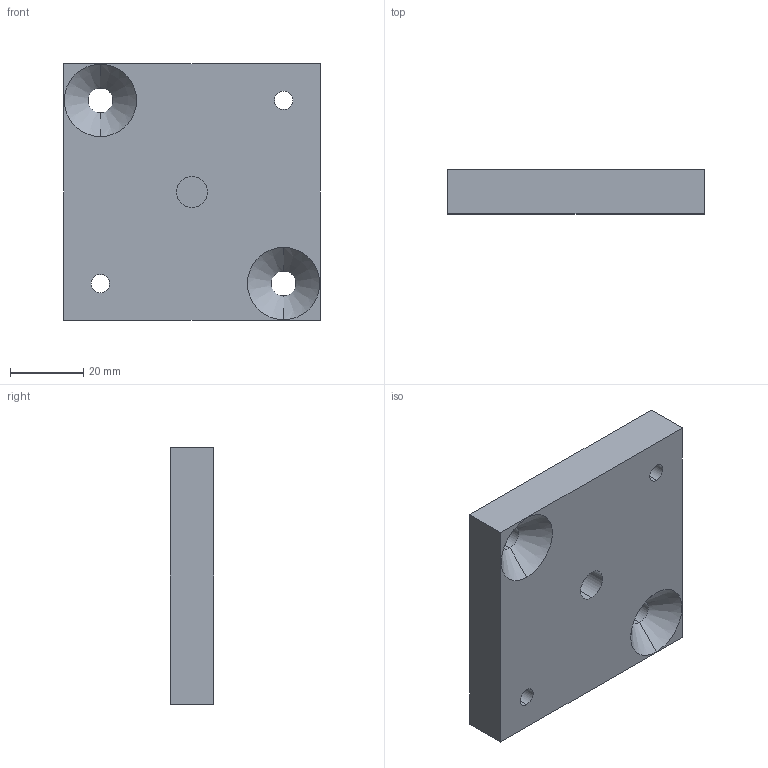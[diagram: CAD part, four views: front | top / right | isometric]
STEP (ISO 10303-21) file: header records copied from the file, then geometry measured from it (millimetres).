
FILE_DESCRIPTION (( 'STEP AP214' ), '1' );
FILE_NAME ('ARL-CI01-01-B-EMPREINTE.STEP', '2023-02-15T19:21:35', ( 'T' ), ( 'F' ), 'SwSTEP 2.0', 'SolidWorks 2001340', '' );
FILE_SCHEMA (( 'AUTOMOTIVE_DESIGN' ));
Length unit declared in the file: millimetre
Products named in the file (1): ARL-CI01-01-B-EMPREINTE
Bounding box: 70 x 12 x 70 mm (x, y, z)
Volume: 52935.4 mm3; surface area: 16187.2 mm2
Topology: 1 solids, 1 shells, 676 faces, 2012 edges, 1340 vertices
Faces by surface type: plane 378, cylinder 294, cone 4
Entity records: 22815 total; most frequent: CARTESIAN_POINT 4029, ORIENTED_EDGE 4024, DIRECTION 3958, EDGE_CURVE 2012, VECTOR 1420, LINE 1420, VERTEX_POINT 1340, AXIS2_PLACEMENT_3D 1269
